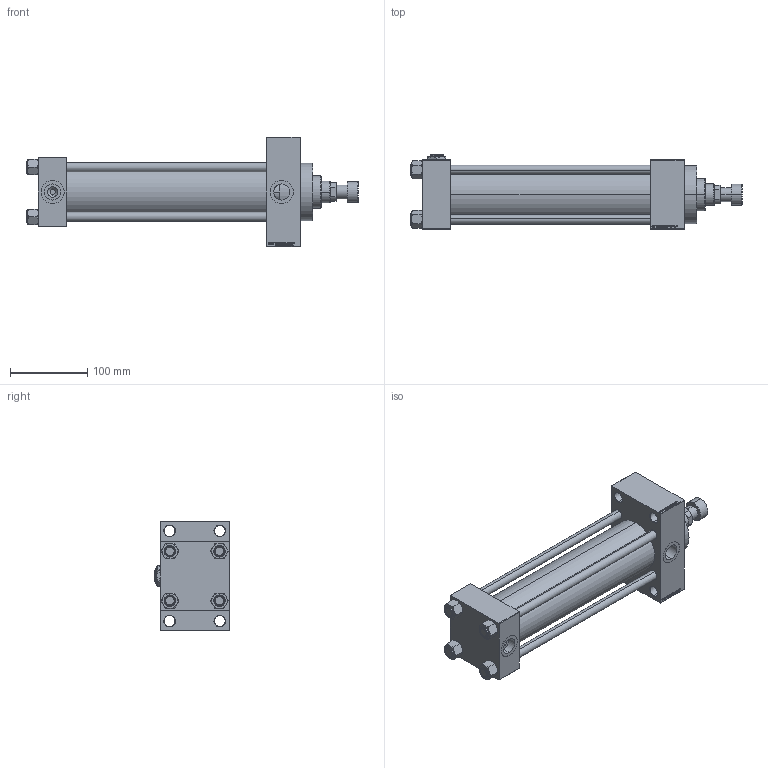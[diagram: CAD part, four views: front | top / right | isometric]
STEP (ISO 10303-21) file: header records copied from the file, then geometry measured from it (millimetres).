
FILE_DESCRIPTION (( 'STEP AP203' ), '1' );
FILE_NAME ('d0e4.STEP', '2023-08-23T02:58:29', ( '' ), ( '' ), 'SwSTEP 2.0', 'SolidWorks 2019', '' );
FILE_SCHEMA (( 'CONFIG_CONTROL_DESIGN' ));
Length unit declared in the file: millimetre
Products named in the file (8): V215_VC_A fdabc1e16b0475e8aceef1d43c4a8d83; V215CR_ROD_END_F fdabc1e16b0475e8aceef1d43c4a8d83; V215CR_D_TYCINKA fdabc1e16b0475e8aceef1d43c4a8d83; Zatka_pro_OIL_PORT fdabc1e16b0475e8aceef1d43c4a8d83; d0e4; V215CR_D_Body fdabc1e16b0475e8aceef1d43c4a8d83; V215CR_VCP_D fdabc1e16b0475e8aceef1d43c4a8d83; NUT_M5_D fdabc1e16b0475e8aceef1d43c4a8d83
Assembly tree (13 placements, depth 2):
  d0e4
    V215CR_D_Body fdabc1e16b0475e8aceef1d43c4a8d83
    V215CR_VCP_D fdabc1e16b0475e8aceef1d43c4a8d83
    NUT_M5_D fdabc1e16b0475e8aceef1d43c4a8d83  x4
    V215CR_D_TYCINKA fdabc1e16b0475e8aceef1d43c4a8d83  x4
    V215_VC_A fdabc1e16b0475e8aceef1d43c4a8d83
    V215CR_ROD_END_F fdabc1e16b0475e8aceef1d43c4a8d83
    Zatka_pro_OIL_PORT fdabc1e16b0475e8aceef1d43c4a8d83
Bounding box: 431 x 97 x 142 mm (x, y, z)
Volume: 1452407.5 mm3; surface area: 335327 mm2
Topology: 13 solids, 13 shells, 1171 faces, 2896 edges, 1867 vertices
Faces by surface type: plane 525, bspline 368, cone 166, cylinder 100, torus 12
Entity records: 49416 total; most frequent: CARTESIAN_POINT 25631, ORIENTED_EDGE 5284, DIRECTION 3492, EDGE_CURVE 2642, VERTEX_POINT 1723, LINE 1552, VECTOR 1552, EDGE_LOOP 1189
